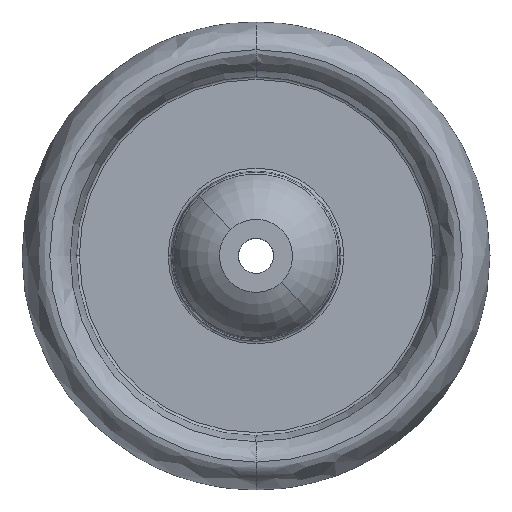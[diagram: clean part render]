
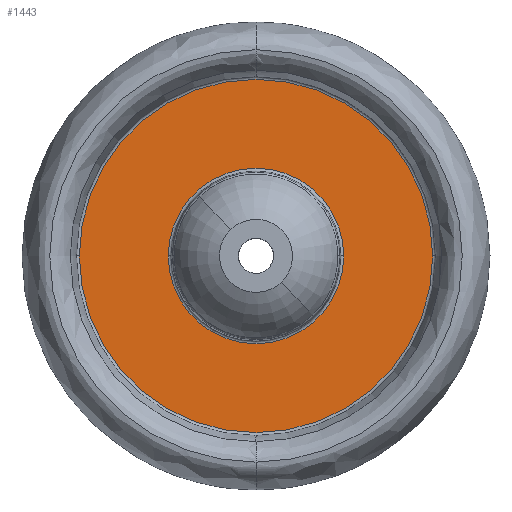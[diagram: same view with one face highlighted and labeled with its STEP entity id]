
A CAD part, top view. The second image highlights one B-rep face of the part: STEP entity #1443.
In plain terms, the highlighted planar face has unit normal (0, 0, 1).
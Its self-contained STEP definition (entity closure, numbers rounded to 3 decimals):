
#14 = DIRECTION ( 'NONE',  ( 1., 0., 0. ) ) ;
#169 = AXIS2_PLACEMENT_3D ( 'NONE', #1749, #1240, #14 ) ;
#248 = ORIENTED_EDGE ( 'NONE', *, *, #283, .T. ) ;
#259 = EDGE_LOOP ( 'NONE', ( #278, #248 ) ) ;
#278 = ORIENTED_EDGE ( 'NONE', *, *, #404, .T. ) ;
#283 = EDGE_CURVE ( 'NONE', #1600, #963, #1072, .T. ) ;
#295 = CARTESIAN_POINT ( 'NONE',  ( -10.702, 0., 4.75 ) ) ;
#305 = AXIS2_PLACEMENT_3D ( 'NONE', #1716, #790, #1030 ) ;
#309 = CIRCLE ( 'NONE', #1568, 29.997 ) ;
#368 = AXIS2_PLACEMENT_3D ( 'NONE', #1157, #970, #562 ) ;
#374 = AXIS2_PLACEMENT_3D ( 'NONE', #295, #1433, #1569 ) ;
#395 = EDGE_CURVE ( 'NONE', #445, #756, #309, .T. ) ;
#404 = EDGE_CURVE ( 'NONE', #963, #1600, #1835, .T. ) ;
#445 = VERTEX_POINT ( 'NONE', #999 ) ;
#525 = PLANE ( 'NONE',  #305 ) ;
#562 = DIRECTION ( 'NONE',  ( 1., 0., 0. ) ) ;
#631 = ORIENTED_EDGE ( 'NONE', *, *, #1349, .F. ) ;
#700 = ORIENTED_EDGE ( 'NONE', *, *, #395, .F. ) ;
#756 = VERTEX_POINT ( 'NONE', #1661 ) ;
#790 = DIRECTION ( 'NONE',  ( 0., 0., 1. ) ) ;
#935 = DIRECTION ( 'NONE',  ( 0., 0., 1. ) ) ;
#963 = VERTEX_POINT ( 'NONE', #1299 ) ;
#970 = DIRECTION ( 'NONE',  ( 0., 0., 1. ) ) ;
#999 = CARTESIAN_POINT ( 'NONE',  ( 19.295, 0., 4.75 ) ) ;
#1030 = DIRECTION ( 'NONE',  ( 1., 0., 0. ) ) ;
#1035 = CARTESIAN_POINT ( 'NONE',  ( -10.702, 0., 4.75 ) ) ;
#1051 = FACE_OUTER_BOUND ( 'NONE', #259, .T. ) ;
#1072 = CIRCLE ( 'NONE', #374, 60.391 ) ;
#1157 = CARTESIAN_POINT ( 'NONE',  ( -10.702, 0., 4.75 ) ) ;
#1240 = DIRECTION ( 'NONE',  ( 0., 0., 1. ) ) ;
#1299 = CARTESIAN_POINT ( 'NONE',  ( 49.689, 0., 4.75 ) ) ;
#1301 = FACE_BOUND ( 'NONE', #1360, .T. ) ;
#1349 = EDGE_CURVE ( 'NONE', #756, #445, #1779, .T. ) ;
#1360 = EDGE_LOOP ( 'NONE', ( #700, #631 ) ) ;
#1433 = DIRECTION ( 'NONE',  ( 0., 0., 1. ) ) ;
#1443 = ADVANCED_FACE ( 'NONE', ( #1051, #1301 ), #525, .T. ) ;
#1568 = AXIS2_PLACEMENT_3D ( 'NONE', #1035, #935, #1611 ) ;
#1569 = DIRECTION ( 'NONE',  ( 1., 0., 0. ) ) ;
#1600 = VERTEX_POINT ( 'NONE', #1737 ) ;
#1611 = DIRECTION ( 'NONE',  ( 1., 0., 0. ) ) ;
#1661 = CARTESIAN_POINT ( 'NONE',  ( -40.699, 0., 4.75 ) ) ;
#1716 = CARTESIAN_POINT ( 'NONE',  ( -10.702, 0., 4.75 ) ) ;
#1737 = CARTESIAN_POINT ( 'NONE',  ( -71.093, 0., 4.75 ) ) ;
#1749 = CARTESIAN_POINT ( 'NONE',  ( -10.702, 0., 4.75 ) ) ;
#1779 = CIRCLE ( 'NONE', #169, 29.997 ) ;
#1835 = CIRCLE ( 'NONE', #368, 60.391 ) ;
